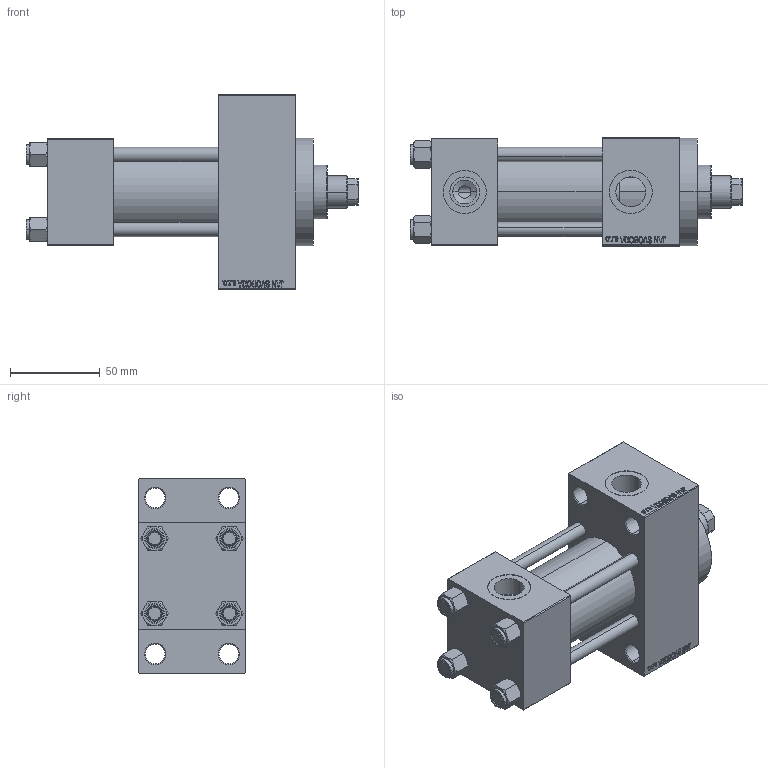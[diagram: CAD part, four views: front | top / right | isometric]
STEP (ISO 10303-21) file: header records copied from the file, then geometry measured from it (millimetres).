
FILE_DESCRIPTION (( 'STEP AP203' ), '1' );
FILE_NAME ('31df.STEP', '2022-04-16T10:56:33', ( '' ), ( '' ), 'SwSTEP 2.0', 'SolidWorks 2019', '' );
FILE_SCHEMA (( 'CONFIG_CONTROL_DESIGN' ));
Length unit declared in the file: millimetre
Products named in the file (6): V215_VC_A 5bbf91ff0f650d390f1d5410a0e33cf1; NUT_M5_D 5bbf91ff0f650d390f1d5410a0e33cf1; V215CR_D_TYCINKA 5bbf91ff0f650d390f1d5410a0e33cf1; 31df; V215CR_D_Body 5bbf91ff0f650d390f1d5410a0e33cf1; V215CR_VCP_D 5bbf91ff0f650d390f1d5410a0e33cf1
Assembly tree (11 placements, depth 2):
  31df
    V215CR_D_Body 5bbf91ff0f650d390f1d5410a0e33cf1
    V215CR_VCP_D 5bbf91ff0f650d390f1d5410a0e33cf1
    NUT_M5_D 5bbf91ff0f650d390f1d5410a0e33cf1  x4
    V215CR_D_TYCINKA 5bbf91ff0f650d390f1d5410a0e33cf1  x4
    V215_VC_A 5bbf91ff0f650d390f1d5410a0e33cf1
Bounding box: 185 x 60 x 109 mm (x, y, z)
Volume: 512310.6 mm3; surface area: 122503.8 mm2
Topology: 11 solids, 11 shells, 1112 faces, 2771 edges, 1793 vertices
Faces by surface type: plane 500, bspline 368, cone 144, cylinder 92, torus 8
Entity records: 47457 total; most frequent: CARTESIAN_POINT 25109, ORIENTED_EDGE 5034, DIRECTION 3241, EDGE_CURVE 2517, VERTEX_POINT 1649, LINE 1511, VECTOR 1511, EDGE_LOOP 1124
